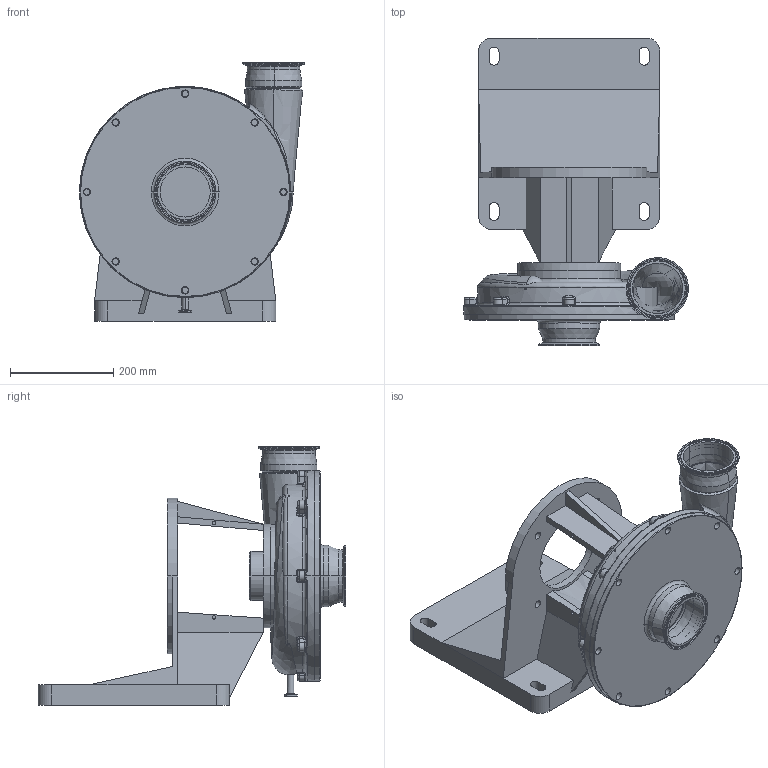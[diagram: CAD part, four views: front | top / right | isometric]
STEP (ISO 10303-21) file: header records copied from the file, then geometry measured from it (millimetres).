
FILE_DESCRIPTION (( 'STEP AP214' ), '1' );
FILE_NAME ('FP 1151-1162 280TC VERT 1-2 In STR DRAIN.STEP', '2023-03-13T14:07:45', ( '' ), ( '' ), 'SwSTEP 2.0', 'SolidWorks 2021', '' );
FILE_SCHEMA (( 'AUTOMOTIVE_DESIGN' ));
Length unit declared in the file: inch
Products named in the file (1): FP 1151-1162 280TC VERT 1-2 In STR DRAIN
Bounding box: 434.41 x 595 x 500 mm (x, y, z)
Volume: 19247422 mm3; surface area: 1378942.3 mm2
Topology: 1 solids, 1 shells, 491 faces, 1152 edges, 695 vertices
Faces by surface type: cylinder 177, plane 118, torus 80, bspline 68, cone 45, sphere 3
Entity records: 23172 total; most frequent: CARTESIAN_POINT 12044, DIRECTION 2417, ORIENTED_EDGE 2270, EDGE_CURVE 1135, AXIS2_PLACEMENT_3D 1026, VERTEX_POINT 692, CIRCLE 602, EDGE_LOOP 561
